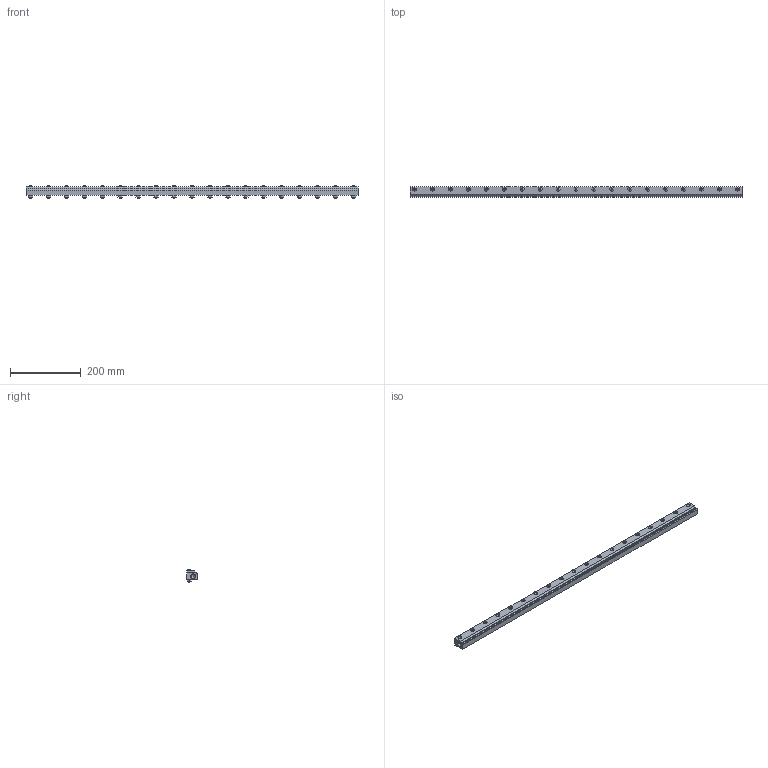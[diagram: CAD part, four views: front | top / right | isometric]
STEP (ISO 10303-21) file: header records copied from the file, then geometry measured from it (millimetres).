
FILE_DESCRIPTION(('STEP AP203'),'1');
FILE_NAME('2236ss.stp','2024-10-24T08:38:25',('TraceParts'),('TraceParts S.A.'),'Spatial InterOp 3D',' ',' ');
FILE_SCHEMA(('CONFIG_CONTROL_DESIGN'));
Length unit declared in the file: millimetre
Products named in the file (1): 1
Bounding box: 939.8 x 30.48 x 35.1 mm (x, y, z)
Volume: 643007.5 mm3; surface area: 181751.3 mm2
Topology: 40 solids, 40 shells, 636 faces, 1524 edges, 1008 vertices
Faces by surface type: plane 356, cylinder 194, bspline 44, cone 42
Entity records: 20586 total; most frequent: CARTESIAN_POINT 5122, DIRECTION 3277, ORIENTED_EDGE 3044, EDGE_CURVE 1522, AXIS2_PLACEMENT_3D 1165, VERTEX_POINT 1008, LINE 947, VECTOR 947
